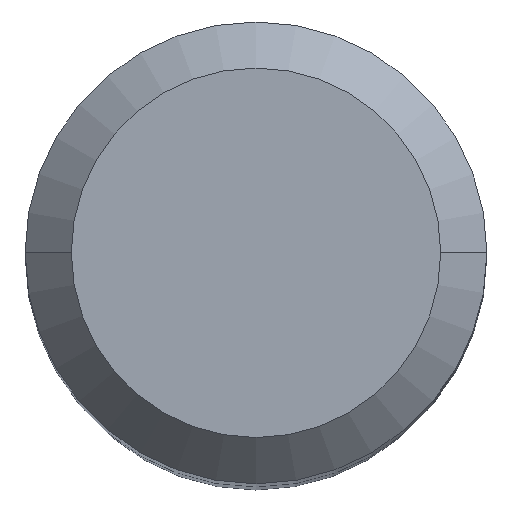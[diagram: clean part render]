
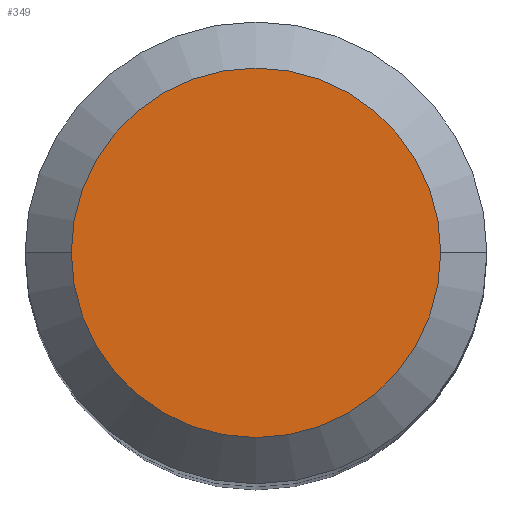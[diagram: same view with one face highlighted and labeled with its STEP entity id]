
A CAD part, top view. The second image highlights one B-rep face of the part: STEP entity #349.
In plain terms, the highlighted planar face has unit normal (0, 0, 1).
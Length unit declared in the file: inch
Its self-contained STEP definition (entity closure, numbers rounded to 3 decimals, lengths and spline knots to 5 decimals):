
#26 = ORIENTED_EDGE ( 'NONE', *, *, #142, .T. ) ;
#66 = EDGE_CURVE ( 'NONE', #102, #416, #340, .T. ) ;
#88 = DIRECTION ( 'NONE',  ( 0., 0., 1. ) ) ;
#102 = VERTEX_POINT ( 'NONE', #317 ) ;
#135 = EDGE_LOOP ( 'NONE', ( #211, #26 ) ) ;
#136 = CIRCLE ( 'NONE', #297, 0.18896 ) ;
#142 = EDGE_CURVE ( 'NONE', #416, #102, #136, .T. ) ;
#144 = CARTESIAN_POINT ( 'NONE',  ( 0., 0., 0. ) ) ;
#211 = ORIENTED_EDGE ( 'NONE', *, *, #66, .T. ) ;
#217 = DIRECTION ( 'NONE',  ( 1., 0., 0. ) ) ;
#263 = CARTESIAN_POINT ( 'NONE',  ( 0.18896, 0., 0. ) ) ;
#288 = PLANE ( 'NONE',  #467 ) ;
#297 = AXIS2_PLACEMENT_3D ( 'NONE', #144, #489, #217 ) ;
#317 = CARTESIAN_POINT ( 'NONE',  ( -0.18896, 0., 0. ) ) ;
#340 = CIRCLE ( 'NONE', #357, 0.18896 ) ;
#349 = ADVANCED_FACE ( 'NONE', ( #485 ), #288, .F. ) ;
#354 = DIRECTION ( 'NONE',  ( 1., 0., 0. ) ) ;
#357 = AXIS2_PLACEMENT_3D ( 'NONE', #462, #88, #354 ) ;
#368 = CARTESIAN_POINT ( 'NONE',  ( 0., 0., 0. ) ) ;
#416 = VERTEX_POINT ( 'NONE', #263 ) ;
#451 = DIRECTION ( 'NONE',  ( -1., 0., 0. ) ) ;
#462 = CARTESIAN_POINT ( 'NONE',  ( 0., 0., 0. ) ) ;
#467 = AXIS2_PLACEMENT_3D ( 'NONE', #368, #486, #451 ) ;
#485 = FACE_OUTER_BOUND ( 'NONE', #135, .T. ) ;
#486 = DIRECTION ( 'NONE',  ( 0., 0., -1. ) ) ;
#489 = DIRECTION ( 'NONE',  ( 0., 0., 1. ) ) ;
